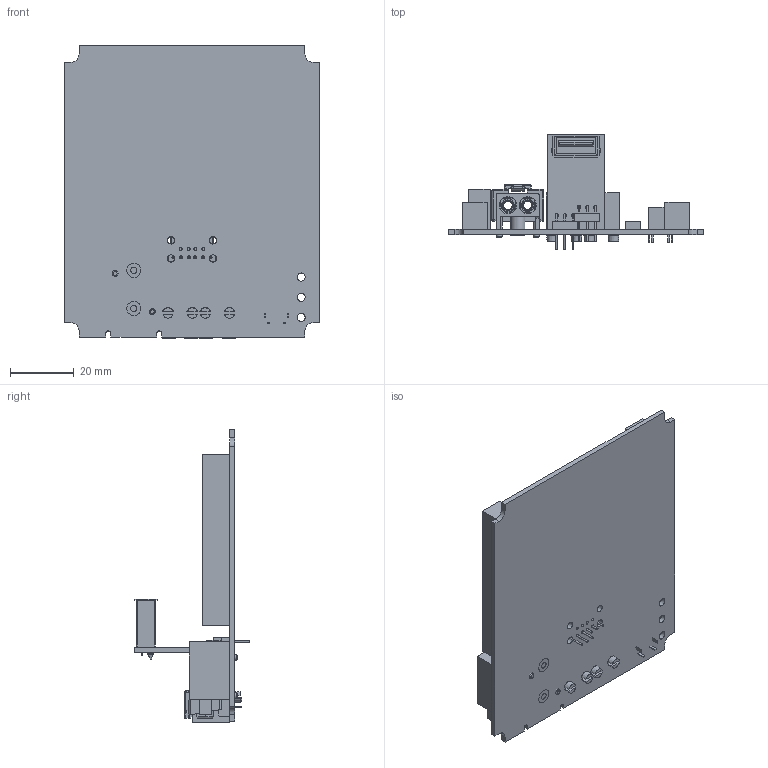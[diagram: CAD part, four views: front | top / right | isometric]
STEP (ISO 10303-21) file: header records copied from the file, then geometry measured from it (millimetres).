
FILE_DESCRIPTION(/* description */ (''),/* implementation_level */ '2;1');
FILE_NAME(/* name */ '276-2194-2_0_PCB_ASSY_REV2_ANY_ASM.iam.step',/* time_stamp */ '2020-04-16T23:34:52-04:00',/* author */ ('Jordan'),/* organization */ (''),/* preprocessor_version */ 'ST-DEVELOPER v17',/* originating_system */ 'Autodesk Inventor 2019',/* authorisation */ '');
FILE_SCHEMA (('AUTOMOTIVE_DESIGN { 1 0 10303 214 3 1 1 }'));
Length unit declared in the file: inch
Products named in the file (13): 276-2194-2_0_PCB_ASSY_REV2_ANY_ASM; 276-2194-100; 276-2194-101; 90deg-Header; KUSBV-AS-1-N-WHT; 276-2194-RIGHT_ANGLE_MICRO_SWITCH_ANY; 276-2194-MICROCONTROLLER-PCB-PIN4_ANY; 276-2194-WIFI_PCB_2PIN-MALE_BATTBKP_ANY; 276-2194-2_0_BATT-POWER_SWITCH_REV1_ANY_ASM; 276-2194-NONE-47360; 276-2194-NONE-42108; 276-2194-2_0_WIFI_CONTACT_BLOCK_REV1_ANY; 276-2194-2_0_WIFI_PCB_REV1_ANY
Assembly tree (15 placements, depth 3):
  276-2194-2_0_PCB_ASSY_REV2_ANY_ASM
    276-2194-MICROCONTROLLER-PCB-PIN4_ANY  x2
    276-2194-100
      276-2194-101
      90deg-Header  x2
      KUSBV-AS-1-N-WHT
    276-2194-RIGHT_ANGLE_MICRO_SWITCH_ANY
    276-2194-2_0_WIFI_CONTACT_BLOCK_REV1_ANY  x2
    276-2194-WIFI_PCB_2PIN-MALE_BATTBKP_ANY
    276-2194-2_0_BATT-POWER_SWITCH_REV1_ANY_ASM
      276-2194-NONE-47360
      276-2194-NONE-42108
    276-2194-2_0_WIFI_PCB_REV1_ANY
Bounding box: 80 x 36.09 x 91.78 mm (x, y, z)
Volume: 26823.3 mm3; surface area: 32208.6 mm2
Topology: 13 solids, 13 shells, 1058 faces, 2990 edges, 1997 vertices
Faces by surface type: plane 901, cylinder 127, cone 14, sphere 8, torus 6, bspline 2
Full cylindrical faces by diameter (mm): 0.566 x12, 0.914 x12, 1.016 x6, 1.8 x2, 2 x2, 2.286 x4, 2.311 x2, 2.54 x3, 2.63 x2, 3.3 x2, 3.4 x1, 4 x2, 4.5 x2, 5.4 x2
Entity records: 24357 total; most frequent: CARTESIAN_POINT 4497, ORIENTED_EDGE 4044, DIRECTION 3862, EDGE_CURVE 2022, LINE 1640, VECTOR 1640, VERTEX_POINT 1354, AXIS2_PLACEMENT_3D 1111
